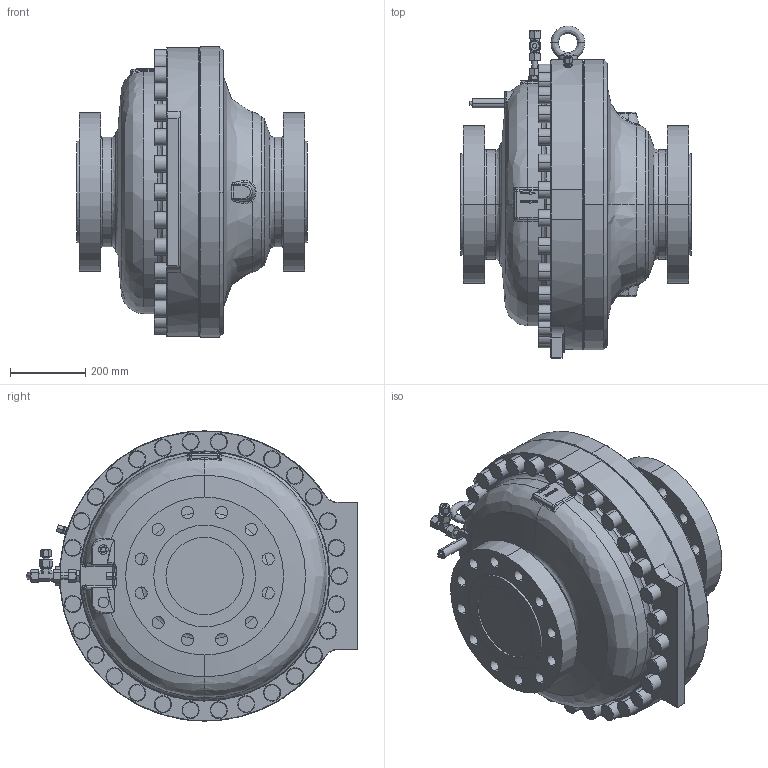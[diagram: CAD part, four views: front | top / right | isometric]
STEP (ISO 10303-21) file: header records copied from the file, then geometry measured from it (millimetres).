
FILE_DESCRIPTION (( 'STEP AP214' ), '1' );
FILE_NAME ('HON 512_DN_200.STEP', '2017-03-02T12:28:15', ( '' ), ( '' ), 'SwSTEP 2.0', 'SolidWorks 2015', '' );
FILE_SCHEMA (( 'AUTOMOTIVE_DESIGN' ));
Length unit declared in the file: millimetre
Products named in the file (1): HON 512_DN_200
Bounding box: 611 x 880 x 770 mm (x, y, z)
Volume: 151352425.1 mm3; surface area: 2419505.3 mm2
Topology: 1 solids, 1 shells, 936 faces, 2291 edges, 1432 vertices
Faces by surface type: plane 314, cylinder 240, bspline 223, cone 159
Entity records: 46229 total; most frequent: CARTESIAN_POINT 16874, ORIENTED_EDGE 4570, DIRECTION 3909, EDGE_CURVE 2285, AXIS2_PLACEMENT_3D 1545, VERTEX_POINT 1432, EDGE_LOOP 1067, FACE_OUTER_BOUND 936
